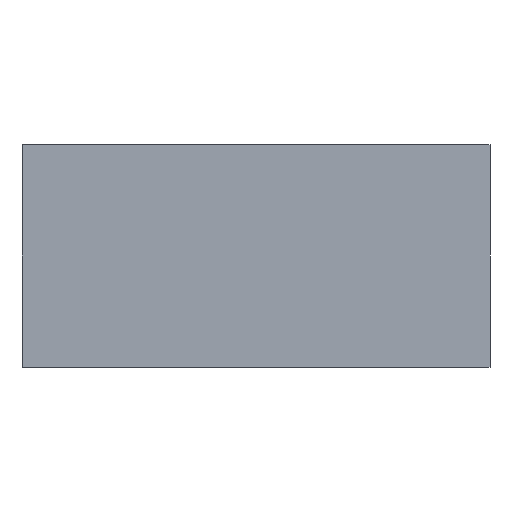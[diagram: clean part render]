
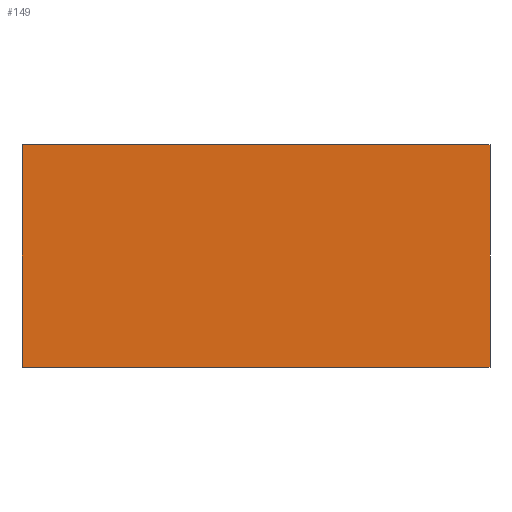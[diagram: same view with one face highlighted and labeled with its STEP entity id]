
A CAD part, front view. The second image highlights one B-rep face of the part: STEP entity #149.
In plain terms, the highlighted planar face has unit normal (0, -1, 0).
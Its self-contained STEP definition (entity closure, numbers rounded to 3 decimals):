
#18=PLANE('',#176);
#27=FACE_OUTER_BOUND('',#36,.T.);
#36=EDGE_LOOP('',(#122,#123,#124,#125));
#48=LINE('',#251,#63);
#49=LINE('',#253,#64);
#50=LINE('',#255,#65);
#51=LINE('',#256,#66);
#63=VECTOR('',#208,1.);
#64=VECTOR('',#209,1.);
#65=VECTOR('',#210,10.);
#66=VECTOR('',#211,10.);
#83=VERTEX_POINT('',#249);
#84=VERTEX_POINT('',#250);
#85=VERTEX_POINT('',#252);
#86=VERTEX_POINT('',#254);
#98=EDGE_CURVE('',#83,#84,#48,.T.);
#99=EDGE_CURVE('',#84,#85,#49,.T.);
#100=EDGE_CURVE('',#86,#85,#50,.F.);
#101=EDGE_CURVE('',#83,#86,#51,.F.);
#122=ORIENTED_EDGE('',*,*,#98,.T.);
#123=ORIENTED_EDGE('',*,*,#99,.T.);
#124=ORIENTED_EDGE('',*,*,#100,.F.);
#125=ORIENTED_EDGE('',*,*,#101,.F.);
#149=ADVANCED_FACE('',(#27),#18,.T.);
#176=AXIS2_PLACEMENT_3D('',#248,#206,#207);
#206=DIRECTION('center_axis',(0.,-1.,0.));
#207=DIRECTION('ref_axis',(1.,0.,0.));
#208=DIRECTION('',(1.,0.,0.));
#209=DIRECTION('',(0.,0.,1.));
#210=DIRECTION('',(-1.,0.,0.));
#211=DIRECTION('',(0.,0.,-1.));
#248=CARTESIAN_POINT('Origin',(84.3,202.5,99.));
#249=CARTESIAN_POINT('',(84.3,202.5,99.));
#250=CARTESIAN_POINT('',(88.5,202.5,99.));
#251=CARTESIAN_POINT('',(85.1,202.5,99.));
#252=CARTESIAN_POINT('',(88.5,202.5,101.));
#253=CARTESIAN_POINT('',(88.5,202.5,99.));
#254=CARTESIAN_POINT('',(84.3,202.5,101.));
#255=CARTESIAN_POINT('',(85.35,202.5,101.));
#256=CARTESIAN_POINT('',(84.3,202.5,99.));
